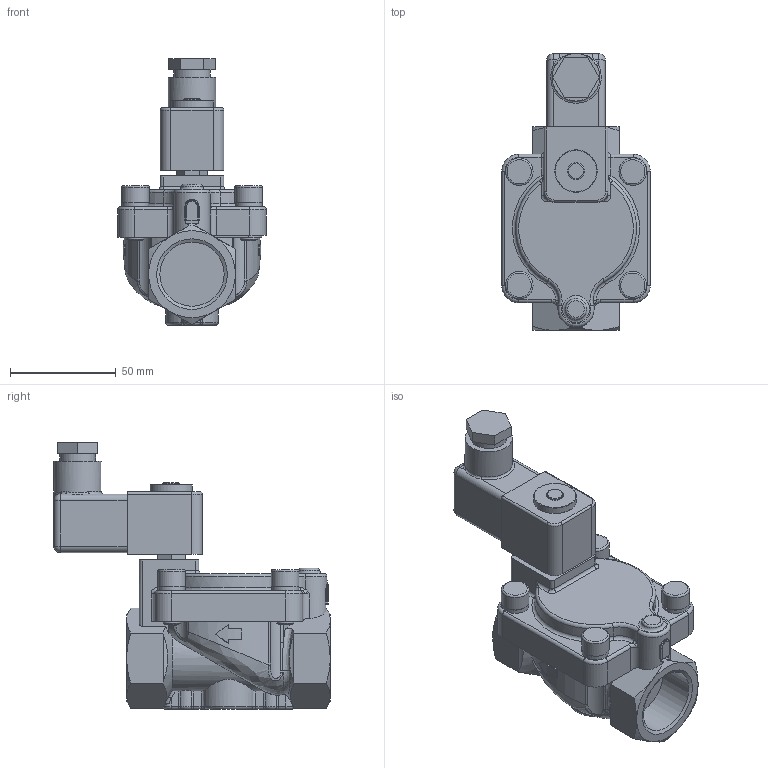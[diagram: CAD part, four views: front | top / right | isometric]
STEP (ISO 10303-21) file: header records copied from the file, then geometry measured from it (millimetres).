
FILE_DESCRIPTION(/* description */ ('3D-Modell'),/* implementation_level */ '2;1');
FILE_NAME(/* name */ '040.002656_D4025-1001-.182.stp',/* time_stamp */ '2019-08-26T11:10:49+02:00',/* author */ ('EFast'),/* organization */ (''),/* preprocessor_version */ 'ST-DEVELOPER v16.1',/* originating_system */ 'Autodesk Inventor 2016',/* authorisation */ '');
FILE_SCHEMA (('AUTOMOTIVE_DESIGN { 1 0 10303 214 3 1 1 }'));
Length unit declared in the file: millimetre
Products named in the file (1): 87-011305
Bounding box: 70 x 130.4 x 125.9 mm (x, y, z)
Volume: 297428 mm3; surface area: 45577.4 mm2
Topology: 1 solids, 1 shells, 411 faces, 1017 edges, 620 vertices
Faces by surface type: cylinder 148, plane 118, torus 56, cone 43, bspline 40, sphere 6
Full cylindrical faces by diameter (mm): 4.917 x2, 8 x9, 13 x4, 17 x1, 20 x1, 22.4 x1, 30.291 x2
Entity records: 13657 total; most frequent: CARTESIAN_POINT 4469, DIRECTION 1915, ORIENTED_EDGE 1904, EDGE_CURVE 952, AXIS2_PLACEMENT_3D 806, VERTEX_POINT 610, EDGE_LOOP 486, FACE_OUTER_BOUND 411
